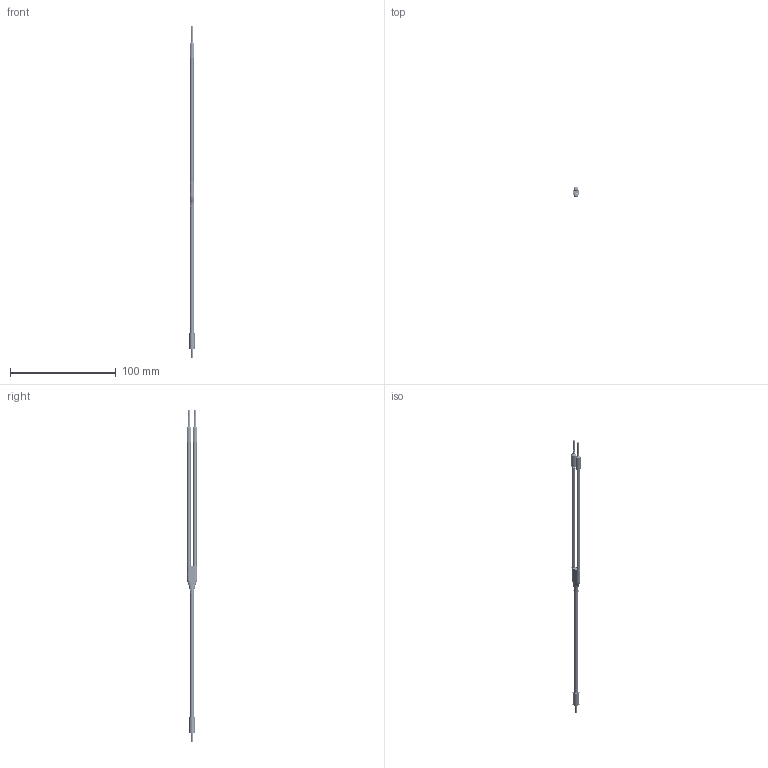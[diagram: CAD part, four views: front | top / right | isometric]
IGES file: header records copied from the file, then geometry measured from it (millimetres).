
Start section:  PTC IGES file: 192770.igs
Global section: file name: 192770.igs; native system: Creo Parametric by Parametric Technology Corporation; preprocessor: 2013230; author: pdmadmin; organization: Unknown; date: 20160209.172522; units: millimetre
Bounding box: 5.96 x 10.29 x 314.61 mm (x, y, z)
Volume: 1797.3 mm3; surface area: 71292.9 mm2
Topology: 14 solids, 14 shells, 2168 faces, 10392 edges, 13216 vertices
Faces by surface type: revolution 1708, bspline 460
